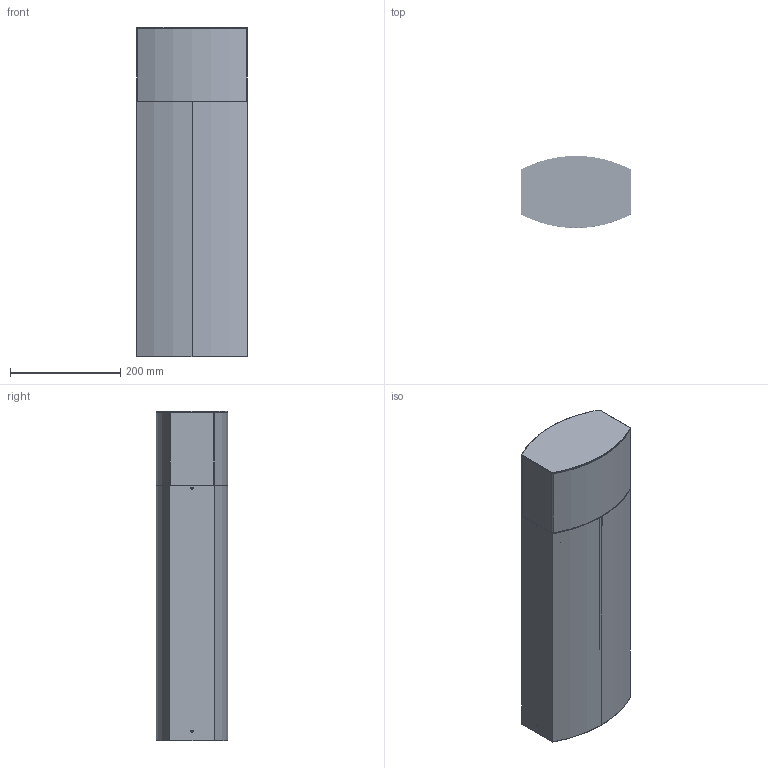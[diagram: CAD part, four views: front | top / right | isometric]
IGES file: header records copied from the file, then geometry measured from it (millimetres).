
Start section: SolidWorks IGES file using analytic representation for surfaces
Global section: file name: DOWNLOAD DATNA LARGUE BEACON.IGS; native system: SolidWorks 2012; preprocessor: SolidWorks 2012; author: ZairaHolgado; date: 140401.125457; units: millimetre
Bounding box: 200 x 130.01 x 599.07 mm (x, y, z)
Surface area: 739644.7 mm2 (no closed solid volume)
Topology: 0 solids, 0 shells, 85 faces, 2588 edges, 2580 vertices
Faces by surface type: bspline 50, revolution 35
